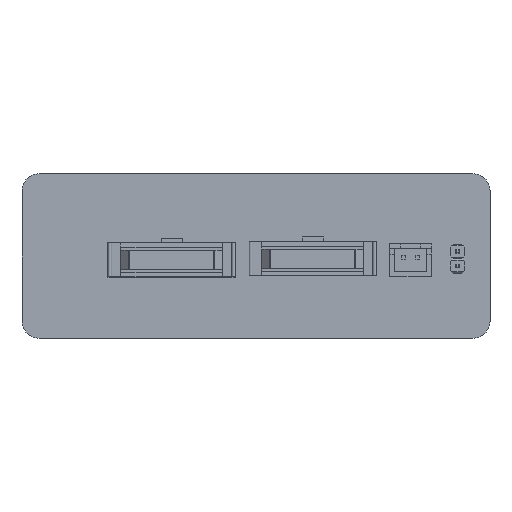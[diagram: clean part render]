
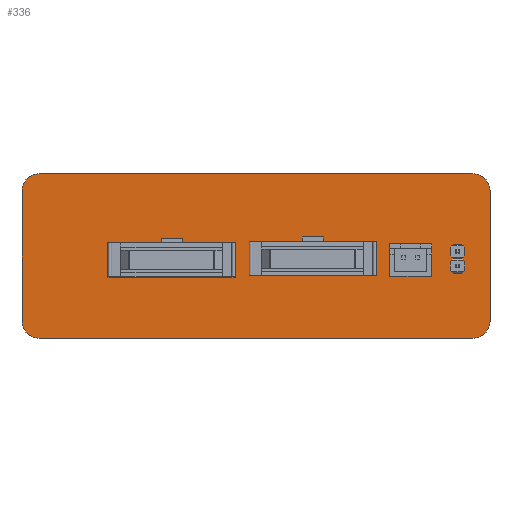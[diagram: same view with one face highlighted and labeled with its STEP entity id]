
A CAD part, top view. The second image highlights one B-rep face of the part: STEP entity #336.
In plain terms, the highlighted planar face has unit normal (0, 0, 1).
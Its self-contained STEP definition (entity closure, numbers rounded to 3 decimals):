
#71 = VERTEX_POINT('',#72);
#72 = CARTESIAN_POINT('',(79.5,0.,0.));
#78 = EDGE_CURVE('',#71,#79,#81,.T.);
#79 = VERTEX_POINT('',#80);
#80 = CARTESIAN_POINT('',(82.5,3.,0.));
#81 = CIRCLE('',#82,3.001);
#82 = AXIS2_PLACEMENT_3D('',#83,#84,#85);
#83 = CARTESIAN_POINT('',(79.499,3.001,0.));
#84 = DIRECTION('',(0.,0.,1.));
#85 = DIRECTION('',(0.,-1.,0.));
#111 = EDGE_CURVE('',#79,#112,#114,.T.);
#112 = VERTEX_POINT('',#113);
#113 = CARTESIAN_POINT('',(82.5,26.,0.));
#114 = LINE('',#115,#116);
#115 = CARTESIAN_POINT('',(82.5,3.,0.));
#116 = VECTOR('',#117,1.);
#117 = DIRECTION('',(0.,1.,0.));
#142 = EDGE_CURVE('',#112,#143,#145,.T.);
#143 = VERTEX_POINT('',#144);
#144 = CARTESIAN_POINT('',(79.5,29.,0.));
#145 = CIRCLE('',#146,3.001);
#146 = AXIS2_PLACEMENT_3D('',#147,#148,#149);
#147 = CARTESIAN_POINT('',(79.499,25.999,0.));
#148 = DIRECTION('',(0.,0.,1.));
#149 = DIRECTION('',(1.,0.,0.));
#175 = EDGE_CURVE('',#143,#176,#178,.T.);
#176 = VERTEX_POINT('',#177);
#177 = CARTESIAN_POINT('',(3.,29.,0.));
#178 = LINE('',#179,#180);
#179 = CARTESIAN_POINT('',(79.5,29.,0.));
#180 = VECTOR('',#181,1.);
#181 = DIRECTION('',(-1.,0.,0.));
#206 = EDGE_CURVE('',#176,#207,#209,.T.);
#207 = VERTEX_POINT('',#208);
#208 = CARTESIAN_POINT('',(0.,26.,0.));
#209 = CIRCLE('',#210,3.001);
#210 = AXIS2_PLACEMENT_3D('',#211,#212,#213);
#211 = CARTESIAN_POINT('',(3.001,25.999,0.));
#212 = DIRECTION('',(0.,0.,1.));
#213 = DIRECTION('',(0.,1.,0.));
#239 = EDGE_CURVE('',#207,#240,#242,.T.);
#240 = VERTEX_POINT('',#241);
#241 = CARTESIAN_POINT('',(0.,3.,0.));
#242 = LINE('',#243,#244);
#243 = CARTESIAN_POINT('',(0.,26.,0.));
#244 = VECTOR('',#245,1.);
#245 = DIRECTION('',(0.,-1.,0.));
#270 = EDGE_CURVE('',#240,#271,#273,.T.);
#271 = VERTEX_POINT('',#272);
#272 = CARTESIAN_POINT('',(3.,0.,0.));
#273 = CIRCLE('',#274,3.001);
#274 = AXIS2_PLACEMENT_3D('',#275,#276,#277);
#275 = CARTESIAN_POINT('',(3.001,3.001,0.));
#276 = DIRECTION('',(0.,0.,1.));
#277 = DIRECTION('',(-1.,0.,0.));
#303 = EDGE_CURVE('',#271,#71,#304,.T.);
#304 = LINE('',#305,#306);
#305 = CARTESIAN_POINT('',(3.,0.,0.));
#306 = VECTOR('',#307,1.);
#307 = DIRECTION('',(1.,0.,0.));
#336 = ADVANCED_FACE('',(#337),#347,.F.);
#337 = FACE_BOUND('',#338,.T.);
#338 = EDGE_LOOP('',(#339,#340,#341,#342,#343,#344,#345,#346));
#339 = ORIENTED_EDGE('',*,*,#78,.T.);
#340 = ORIENTED_EDGE('',*,*,#111,.T.);
#341 = ORIENTED_EDGE('',*,*,#142,.T.);
#342 = ORIENTED_EDGE('',*,*,#175,.T.);
#343 = ORIENTED_EDGE('',*,*,#206,.T.);
#344 = ORIENTED_EDGE('',*,*,#239,.T.);
#345 = ORIENTED_EDGE('',*,*,#270,.T.);
#346 = ORIENTED_EDGE('',*,*,#303,.T.);
#347 = PLANE('',#348);
#348 = AXIS2_PLACEMENT_3D('',#349,#350,#351);
#349 = CARTESIAN_POINT('',(79.5,0.,0.));
#350 = DIRECTION('',(0.,0.,-1.));
#351 = DIRECTION('',(-1.,0.,0.));
